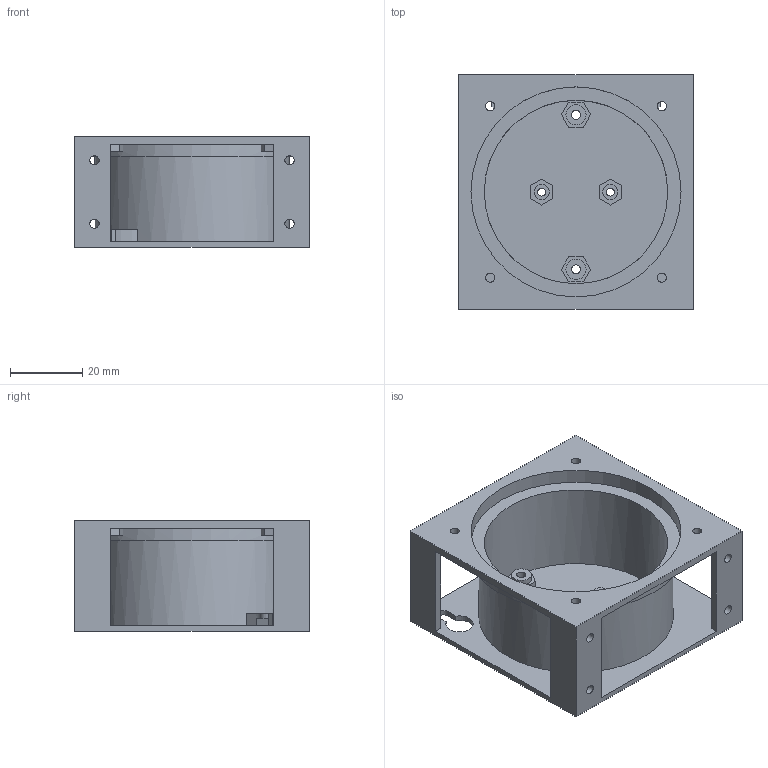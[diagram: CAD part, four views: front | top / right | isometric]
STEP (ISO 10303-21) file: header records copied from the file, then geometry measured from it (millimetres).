
FILE_DESCRIPTION(/* description */ (''),/* implementation_level */ '2;1');
FILE_NAME(/* name */ 'bike-traffic-signal-housing.step',/* time_stamp */ '2019-05-18T13:52:40-06:00',/* author */ (''),/* organization */ (''),/* preprocessor_version */ 'ST-DEVELOPER v18',/* originating_system */ 'Autodesk Translation Framework v8.2.0.1029',/* authorisation */ '');
FILE_SCHEMA (('AUTOMOTIVE_DESIGN { 1 0 10303 214 3 1 1 }'));
Length unit declared in the file: millimetre
Products named in the file (2): (Unsaved); Housing
Assembly tree (1 placements, depth 2):
  (Unsaved)
    Housing
Bounding box: 65 x 65 x 30.5 mm (x, y, z)
Volume: 21258.5 mm3; surface area: 27275.6 mm2
Topology: 1 solids, 1 shells, 173 faces, 484 edges, 328 vertices
Faces by surface type: plane 143, cylinder 30
Full cylindrical faces by diameter (mm): 2.2 x2, 2.54 x14, 4.2 x2, 5.54 x2, 50.8 x1, 53.8 x1, 58.15 x1, 61.15 x1
Entity records: 5699 total; most frequent: CARTESIAN_POINT 988, ORIENTED_EDGE 968, DIRECTION 924, EDGE_CURVE 484, LINE 396, VECTOR 396, VERTEX_POINT 328, AXIS2_PLACEMENT_3D 264
